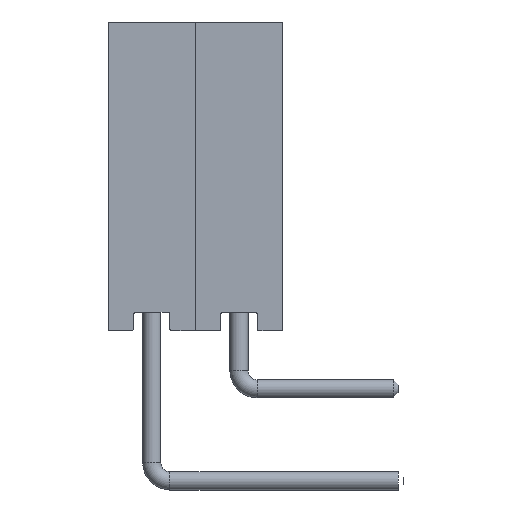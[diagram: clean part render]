
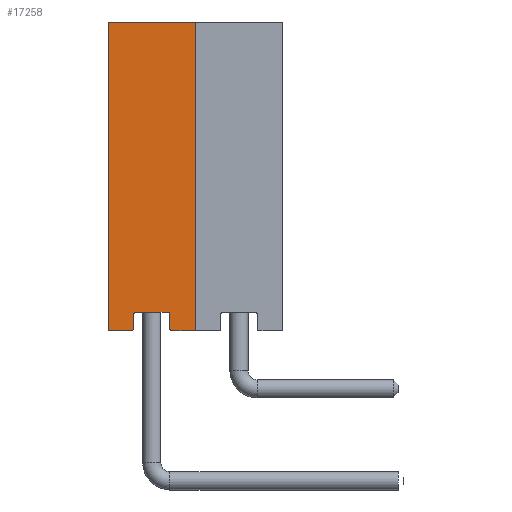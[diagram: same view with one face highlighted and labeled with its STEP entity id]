
A CAD part, left-side view. The second image highlights one B-rep face of the part: STEP entity #17258.
In plain terms, the highlighted planar face has unit normal (-1, 0, 0).
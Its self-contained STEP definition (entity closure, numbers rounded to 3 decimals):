
#927=PLANE('',#18483);
#1818=FACE_OUTER_BOUND('',#2940,.T.);
#2940=EDGE_LOOP('',(#12078,#12079,#12080,#12081,#12082,#12083,#12084,#12085,
#12086,#12087,#12088,#12089));
#4119=LINE('',#26630,#5539);
#4122=LINE('',#26636,#5542);
#4123=LINE('',#26640,#5543);
#4124=LINE('',#26644,#5544);
#4125=LINE('',#26648,#5545);
#4126=LINE('',#26650,#5546);
#4127=LINE('',#26652,#5547);
#4128=LINE('',#26653,#5548);
#5539=VECTOR('',#20748,10.);
#5542=VECTOR('',#20753,10.);
#5543=VECTOR('',#20756,10.);
#5544=VECTOR('',#20759,10.);
#5545=VECTOR('',#20762,10.);
#5546=VECTOR('',#20763,10.);
#5547=VECTOR('',#20764,10.);
#5548=VECTOR('',#20765,10.);
#6901=CIRCLE('',#18480,0.05);
#6903=CIRCLE('',#18484,0.05);
#6904=CIRCLE('',#18485,0.05);
#6905=CIRCLE('',#18486,0.05);
#7616=VERTEX_POINT('',#26620);
#7617=VERTEX_POINT('',#26621);
#7620=VERTEX_POINT('',#26629);
#7622=VERTEX_POINT('',#26635);
#7623=VERTEX_POINT('',#26637);
#7624=VERTEX_POINT('',#26639);
#7625=VERTEX_POINT('',#26641);
#7626=VERTEX_POINT('',#26643);
#7627=VERTEX_POINT('',#26645);
#7628=VERTEX_POINT('',#26647);
#7629=VERTEX_POINT('',#26649);
#7630=VERTEX_POINT('',#26651);
#9275=EDGE_CURVE('',#7616,#7617,#6901,.T.);
#9279=EDGE_CURVE('',#7617,#7620,#4119,.T.);
#9282=EDGE_CURVE('',#7616,#7622,#4122,.T.);
#9283=EDGE_CURVE('',#7623,#7622,#6903,.T.);
#9284=EDGE_CURVE('',#7623,#7624,#4123,.T.);
#9285=EDGE_CURVE('',#7625,#7624,#6904,.T.);
#9286=EDGE_CURVE('',#7625,#7626,#4124,.T.);
#9287=EDGE_CURVE('',#7627,#7626,#6905,.T.);
#9288=EDGE_CURVE('',#7628,#7627,#4125,.T.);
#9289=EDGE_CURVE('',#7628,#7629,#4126,.T.);
#9290=EDGE_CURVE('',#7630,#7629,#4127,.T.);
#9291=EDGE_CURVE('',#7620,#7630,#4128,.T.);
#12078=ORIENTED_EDGE('',*,*,#9275,.F.);
#12079=ORIENTED_EDGE('',*,*,#9282,.T.);
#12080=ORIENTED_EDGE('',*,*,#9283,.F.);
#12081=ORIENTED_EDGE('',*,*,#9284,.T.);
#12082=ORIENTED_EDGE('',*,*,#9285,.F.);
#12083=ORIENTED_EDGE('',*,*,#9286,.T.);
#12084=ORIENTED_EDGE('',*,*,#9287,.F.);
#12085=ORIENTED_EDGE('',*,*,#9288,.F.);
#12086=ORIENTED_EDGE('',*,*,#9289,.T.);
#12087=ORIENTED_EDGE('',*,*,#9290,.F.);
#12088=ORIENTED_EDGE('',*,*,#9291,.F.);
#12089=ORIENTED_EDGE('',*,*,#9279,.F.);
#17258=ADVANCED_FACE('',(#1818),#927,.T.);
#18480=AXIS2_PLACEMENT_3D('',#26622,#20740,#20741);
#18483=AXIS2_PLACEMENT_3D('',#26634,#20751,#20752);
#18484=AXIS2_PLACEMENT_3D('',#26638,#20754,#20755);
#18485=AXIS2_PLACEMENT_3D('',#26642,#20757,#20758);
#18486=AXIS2_PLACEMENT_3D('',#26646,#20760,#20761);
#20740=DIRECTION('center_axis',(1.,0.,0.));
#20741=DIRECTION('ref_axis',(0.,-0.707,-0.707));
#20748=DIRECTION('',(0.,1.,0.));
#20751=DIRECTION('center_axis',(-1.,0.,0.));
#20752=DIRECTION('ref_axis',(0.,-1.,0.));
#20753=DIRECTION('',(0.,0.,1.));
#20754=DIRECTION('center_axis',(-1.,0.,0.));
#20755=DIRECTION('ref_axis',(0.,0.707,0.707));
#20756=DIRECTION('',(0.,-1.,0.));
#20757=DIRECTION('center_axis',(-1.,0.,0.));
#20758=DIRECTION('ref_axis',(0.,-0.707,0.707));
#20759=DIRECTION('',(0.,0.,-1.));
#20760=DIRECTION('center_axis',(1.,0.,0.));
#20761=DIRECTION('ref_axis',(0.,0.707,-0.707));
#20762=DIRECTION('',(0.,1.,0.));
#20763=DIRECTION('',(0.,0.,1.));
#20764=DIRECTION('',(0.,-1.,0.));
#20765=DIRECTION('',(0.,0.,1.));
#26620=CARTESIAN_POINT('',(0.,1.7,0.05));
#26621=CARTESIAN_POINT('',(0.,1.75,0.));
#26622=CARTESIAN_POINT('Origin',(0.,1.75,0.05));
#26629=CARTESIAN_POINT('',(0.,2.4,0.));
#26630=CARTESIAN_POINT('',(0.,0.,0.));
#26634=CARTESIAN_POINT('Origin',(0.,2.4,0.));
#26635=CARTESIAN_POINT('',(0.,1.7,0.45));
#26636=CARTESIAN_POINT('',(0.,1.7,0.));
#26637=CARTESIAN_POINT('',(0.,1.65,0.5));
#26638=CARTESIAN_POINT('Origin',(0.,1.65,0.45));
#26639=CARTESIAN_POINT('',(0.,0.75,0.5));
#26640=CARTESIAN_POINT('',(0.,1.8,0.5));
#26641=CARTESIAN_POINT('',(0.,0.7,0.45));
#26642=CARTESIAN_POINT('Origin',(0.,0.75,0.45));
#26643=CARTESIAN_POINT('',(0.,0.7,0.05));
#26644=CARTESIAN_POINT('',(0.,0.7,0.));
#26645=CARTESIAN_POINT('',(0.,0.65,0.));
#26646=CARTESIAN_POINT('Origin',(0.,0.65,0.05));
#26647=CARTESIAN_POINT('',(0.,0.,0.));
#26648=CARTESIAN_POINT('',(0.,0.,0.));
#26649=CARTESIAN_POINT('',(0.,0.,8.5));
#26650=CARTESIAN_POINT('',(0.,0.,0.));
#26651=CARTESIAN_POINT('',(0.,2.4,8.5));
#26652=CARTESIAN_POINT('',(0.,0.,8.5));
#26653=CARTESIAN_POINT('',(0.,2.4,0.));
